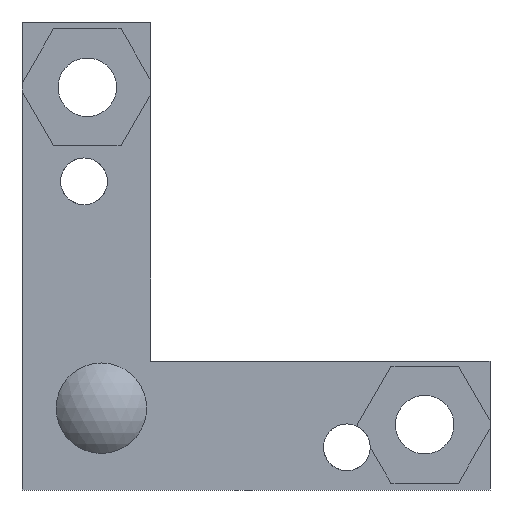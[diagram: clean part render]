
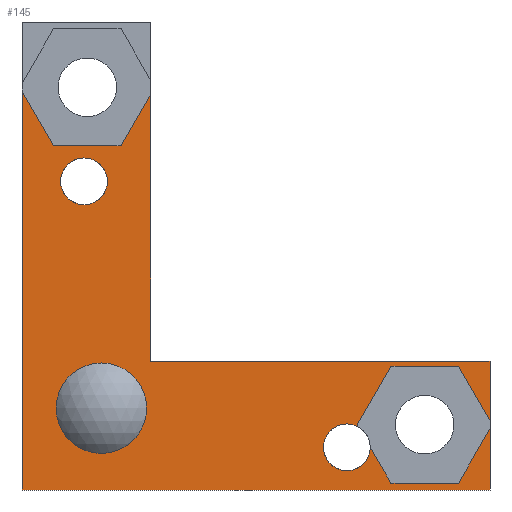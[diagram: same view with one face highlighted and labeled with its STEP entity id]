
A CAD part, front view. The second image highlights one B-rep face of the part: STEP entity #145.
In plain terms, the highlighted planar face has unit normal (0, -1, 0).
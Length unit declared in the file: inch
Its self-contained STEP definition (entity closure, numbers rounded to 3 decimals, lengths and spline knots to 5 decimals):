
#145=ADVANCED_FACE('',(#304,#305,#306),#307,.F.);
#304=FACE_BOUND('',#481,.T.);
#305=FACE_BOUND('',#482,.T.);
#306=FACE_OUTER_BOUND('',#483,.T.);
#307=PLANE('',#484);
#481=EDGE_LOOP('',(#852,#853));
#482=EDGE_LOOP('',(#854,#855));
#483=EDGE_LOOP('',(#856,#857,#858,#859,#860,#861,#862,#863,#864,#865,#866,#867,#868,#869,#870,#871,#872,#873,#874));
#484=AXIS2_PLACEMENT_3D('',#875,#876,#877);
#852=ORIENTED_EDGE('',*,*,#1088,.T.);
#853=ORIENTED_EDGE('',*,*,#1089,.T.);
#854=ORIENTED_EDGE('',*,*,#1252,.T.);
#855=ORIENTED_EDGE('',*,*,#1206,.T.);
#856=ORIENTED_EDGE('',*,*,#1191,.T.);
#857=ORIENTED_EDGE('',*,*,#1143,.T.);
#858=ORIENTED_EDGE('',*,*,#1194,.T.);
#859=ORIENTED_EDGE('',*,*,#1253,.T.);
#860=ORIENTED_EDGE('',*,*,#1254,.T.);
#861=ORIENTED_EDGE('',*,*,#1162,.T.);
#862=ORIENTED_EDGE('',*,*,#1255,.T.);
#863=ORIENTED_EDGE('',*,*,#1256,.F.);
#864=ORIENTED_EDGE('',*,*,#1234,.F.);
#865=ORIENTED_EDGE('',*,*,#1123,.F.);
#866=ORIENTED_EDGE('',*,*,#1257,.T.);
#867=ORIENTED_EDGE('',*,*,#1258,.T.);
#868=ORIENTED_EDGE('',*,*,#1259,.T.);
#869=ORIENTED_EDGE('',*,*,#1134,.F.);
#870=ORIENTED_EDGE('',*,*,#1229,.F.);
#871=ORIENTED_EDGE('',*,*,#1260,.F.);
#872=ORIENTED_EDGE('',*,*,#1094,.T.);
#873=ORIENTED_EDGE('',*,*,#1175,.T.);
#874=ORIENTED_EDGE('',*,*,#1261,.T.);
#875=CARTESIAN_POINT('',(0.73719,-0.5,0.73719));
#876=DIRECTION('',(0.,1.0,0.));
#877=DIRECTION('',(0.0,0.,1.0));
#1088=EDGE_CURVE('',#1301,#1302,#1303,.T.);
#1089=EDGE_CURVE('',#1302,#1301,#1304,.T.);
#1094=EDGE_CURVE('',#1307,#1311,#1313,.T.);
#1123=EDGE_CURVE('',#1363,#1365,#1366,.T.);
#1134=EDGE_CURVE('',#1384,#1386,#1387,.T.);
#1143=EDGE_CURVE('',#1401,#1398,#1402,.T.);
#1162=EDGE_CURVE('',#1435,#1436,#1437,.T.);
#1175=EDGE_CURVE('',#1311,#1456,#1457,.T.);
#1191=EDGE_CURVE('',#1479,#1401,#1480,.T.);
#1194=EDGE_CURVE('',#1398,#1482,#1484,.T.);
#1206=EDGE_CURVE('',#1495,#1503,#1505,.T.);
#1229=EDGE_CURVE('',#1536,#1384,#1537,.T.);
#1234=EDGE_CURVE('',#1365,#1543,#1544,.T.);
#1252=EDGE_CURVE('',#1503,#1495,#1565,.T.);
#1253=EDGE_CURVE('',#1482,#1566,#1567,.T.);
#1254=EDGE_CURVE('',#1566,#1435,#1568,.T.);
#1255=EDGE_CURVE('',#1436,#1569,#1570,.T.);
#1256=EDGE_CURVE('',#1543,#1569,#1571,.T.);
#1257=EDGE_CURVE('',#1363,#1572,#1573,.T.);
#1258=EDGE_CURVE('',#1572,#1574,#1575,.T.);
#1259=EDGE_CURVE('',#1574,#1386,#1576,.T.);
#1260=EDGE_CURVE('',#1307,#1536,#1577,.T.);
#1261=EDGE_CURVE('',#1456,#1479,#1578,.T.);
#1301=VERTEX_POINT('',#1620);
#1302=VERTEX_POINT('',#1621);
#1303=CIRCLE('',#1622,0.19326);
#1304=CIRCLE('',#1623,0.19326);
#1307=VERTEX_POINT('',#1626);
#1311=VERTEX_POINT('',#1632);
#1313=LINE('',#1635,#1636);
#1363=VERTEX_POINT('',#1706);
#1365=VERTEX_POINT('',#1709);
#1366=LINE('',#1710,#1711);
#1384=VERTEX_POINT('',#1737);
#1386=VERTEX_POINT('',#1740);
#1387=LINE('',#1741,#1742);
#1398=VERTEX_POINT('',#1758);
#1401=VERTEX_POINT('',#1762);
#1402=CIRCLE('',#1763,0.1);
#1435=VERTEX_POINT('',#1806);
#1436=VERTEX_POINT('',#1807);
#1437=LINE('',#1808,#1809);
#1456=VERTEX_POINT('',#1837);
#1457=LINE('',#1838,#1839);
#1479=VERTEX_POINT('',#1869);
#1480=CIRCLE('',#1870,0.1);
#1482=VERTEX_POINT('',#1873);
#1484=CIRCLE('',#1876,0.1);
#1495=VERTEX_POINT('',#1889);
#1503=VERTEX_POINT('',#1899);
#1505=CIRCLE('',#1902,0.1);
#1536=VERTEX_POINT('',#1942);
#1537=LINE('',#1943,#1944);
#1543=VERTEX_POINT('',#1953);
#1544=LINE('',#1954,#1955);
#1565=CIRCLE('',#1987,0.1);
#1566=VERTEX_POINT('',#1988);
#1567=LINE('',#1989,#1990);
#1568=LINE('',#1991,#1992);
#1569=VERTEX_POINT('',#1993);
#1570=LINE('',#1994,#1995);
#1571=LINE('',#1996,#1997);
#1572=VERTEX_POINT('',#1998);
#1573=LINE('',#1999,#2000);
#1574=VERTEX_POINT('',#2001);
#1575=LINE('',#2002,#2003);
#1576=LINE('',#2004,#2005);
#1577=LINE('',#2006,#2007);
#1578=LINE('',#2008,#2009);
#1620=CARTESIAN_POINT('',(0.33925,-0.5,0.15639));
#1621=CARTESIAN_POINT('',(0.33925,-0.5,0.54291));
#1622=AXIS2_PLACEMENT_3D('',#2062,#2063,#2064);
#1623=AXIS2_PLACEMENT_3D('',#2065,#2066,#2067);
#1626=CARTESIAN_POINT('',(2.0,-0.5,0.26236));
#1632=CARTESIAN_POINT('',(1.86532,-0.5,0.02908));
#1635=CARTESIAN_POINT('',(1.91367,-0.5,0.11284));
#1636=VECTOR('',#2071,1.0);
#1706=CARTESIAN_POINT('',(0.55,-0.5,1.69088));
#1709=CARTESIAN_POINT('',(0.55,-0.5,0.55));
#1710=CARTESIAN_POINT('',(0.55,-0.5,2.0));
#1711=VECTOR('',#2099,1.0);
#1737=CARTESIAN_POINT('',(0.0,-0.5,0.0));
#1740=CARTESIAN_POINT('',(0.0,-0.5,1.7045));
#1741=CARTESIAN_POINT('',(0.0,-0.5,0.0));
#1742=VECTOR('',#2109,1.0);
#1758=CARTESIAN_POINT('',(1.38821,-0.5,0.28239));
#1762=CARTESIAN_POINT('',(1.38821,-0.5,0.08239));
#1763=AXIS2_PLACEMENT_3D('',#2116,#2117,#2118);
#1806=CARTESIAN_POINT('',(1.57682,-0.5,0.52878));
#1807=CARTESIAN_POINT('',(1.86532,-0.5,0.52878));
#1808=CARTESIAN_POINT('',(1.22913,-0.5,0.52878));
#1809=VECTOR('',#2147,1.0);
#1837=CARTESIAN_POINT('',(1.57682,-0.5,0.02908));
#1838=CARTESIAN_POINT('',(1.22913,-0.5,0.02908));
#1839=VECTOR('',#2157,1.0);
#1869=CARTESIAN_POINT('',(1.48821,-0.5,0.18256));
#1870=AXIS2_PLACEMENT_3D('',#2175,#2176,#2177);
#1873=CARTESIAN_POINT('',(1.43836,-0.5,0.26891));
#1876=AXIS2_PLACEMENT_3D('',#2180,#2181,#2182);
#1889=CARTESIAN_POINT('',(0.26494,-0.5,1.41911));
#1899=CARTESIAN_POINT('',(0.26494,-0.5,1.21911));
#1902=AXIS2_PLACEMENT_3D('',#2200,#2201,#2202);
#1942=CARTESIAN_POINT('',(2.0,-0.5,0.0));
#1943=CARTESIAN_POINT('',(0.0,-0.5,0.0));
#1944=VECTOR('',#2230,1.0);
#1953=CARTESIAN_POINT('',(2.0,-0.5,0.55));
#1954=CARTESIAN_POINT('',(0.55,-0.5,0.55));
#1955=VECTOR('',#2234,1.0);
#1987=AXIS2_PLACEMENT_3D('',#2249,#2250,#2251);
#1988=CARTESIAN_POINT('',(1.43257,-0.5,0.27893));
#1989=CARTESIAN_POINT('',(1.28249,-0.5,0.53887));
#1990=VECTOR('',#2252,1.0);
#1991=CARTESIAN_POINT('',(1.48092,-0.5,0.36268));
#1992=VECTOR('',#2253,1.0);
#1993=CARTESIAN_POINT('',(2.0,-0.5,0.2955));
#1994=CARTESIAN_POINT('',(1.71524,-0.5,0.78872));
#1995=VECTOR('',#2254,1.0);
#1996=CARTESIAN_POINT('',(2.0,-0.5,0.55));
#1997=VECTOR('',#2255,1.0);
#1998=CARTESIAN_POINT('',(0.42318,-0.5,1.47122));
#1999=CARTESIAN_POINT('',(0.33957,-0.5,1.3264));
#2000=VECTOR('',#2256,1.0);
#2001=CARTESIAN_POINT('',(0.13468,-0.5,1.47122));
#2002=CARTESIAN_POINT('',(0.50806,-0.5,1.47122));
#2003=VECTOR('',#2257,1.0);
#2004=CARTESIAN_POINT('',(0.33285,-0.5,1.12797));
#2005=VECTOR('',#2258,1.0);
#2006=CARTESIAN_POINT('',(2.0,-0.5,0.55));
#2007=VECTOR('',#2259,1.0);
#2008=CARTESIAN_POINT('',(1.28249,-0.5,0.53887));
#2009=VECTOR('',#2260,1.0);
#2062=CARTESIAN_POINT('',(0.33925,-0.5,0.34965));
#2063=DIRECTION('',(0.,1.0,0.));
#2064=DIRECTION('',(0.0,0.,1.0));
#2065=CARTESIAN_POINT('',(0.33925,-0.5,0.34965));
#2066=DIRECTION('',(0.,1.0,0.));
#2067=DIRECTION('',(0.0,0.,1.0));
#2071=DIRECTION('',(-0.5,0.,-0.866));
#2099=DIRECTION('',(0.0,0.0,-1.0));
#2109=DIRECTION('',(0.0,0.0,1.0));
#2116=CARTESIAN_POINT('',(1.38821,-0.5,0.18239));
#2117=DIRECTION('',(0.,1.0,0.));
#2118=DIRECTION('',(0.,0.,1.0));
#2147=DIRECTION('',(1.0,0.,0.));
#2157=DIRECTION('',(-1.0,0.,0.));
#2175=CARTESIAN_POINT('',(1.38821,-0.5,0.18239));
#2176=DIRECTION('',(0.,1.0,0.));
#2177=DIRECTION('',(0.,0.,1.0));
#2180=CARTESIAN_POINT('',(1.38821,-0.5,0.18239));
#2181=DIRECTION('',(0.,1.0,0.));
#2182=DIRECTION('',(0.,0.,1.0));
#2200=CARTESIAN_POINT('',(0.26494,-0.5,1.31911));
#2201=DIRECTION('',(0.,1.0,0.));
#2202=DIRECTION('',(0.,0.,1.0));
#2230=DIRECTION('',(-1.0,-0.0,-0.0));
#2234=DIRECTION('',(1.0,0.0,0.0));
#2249=CARTESIAN_POINT('',(0.26494,-0.5,1.31911));
#2250=DIRECTION('',(0.,1.0,0.));
#2251=DIRECTION('',(0.,0.,1.0));
#2252=DIRECTION('',(-0.5,0.,0.866));
#2253=DIRECTION('',(0.5,0.,0.866));
#2254=DIRECTION('',(0.5,0.,-0.866));
#2255=DIRECTION('',(0.0,0.0,-1.0));
#2256=DIRECTION('',(-0.5,0.,-0.866));
#2257=DIRECTION('',(-1.0,0.,0.));
#2258=DIRECTION('',(-0.5,0.,0.866));
#2259=DIRECTION('',(0.0,0.0,-1.0));
#2260=DIRECTION('',(-0.5,0.,0.866));
